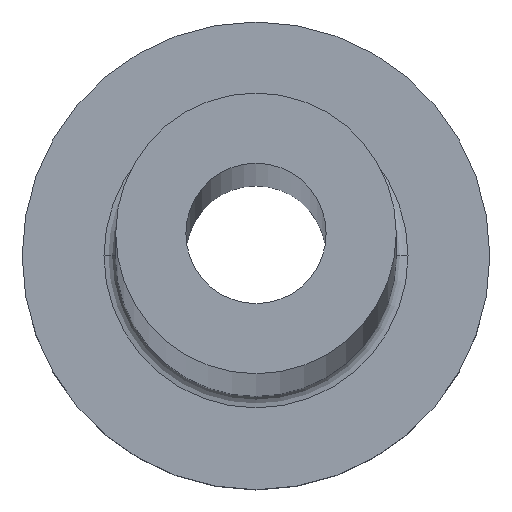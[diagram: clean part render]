
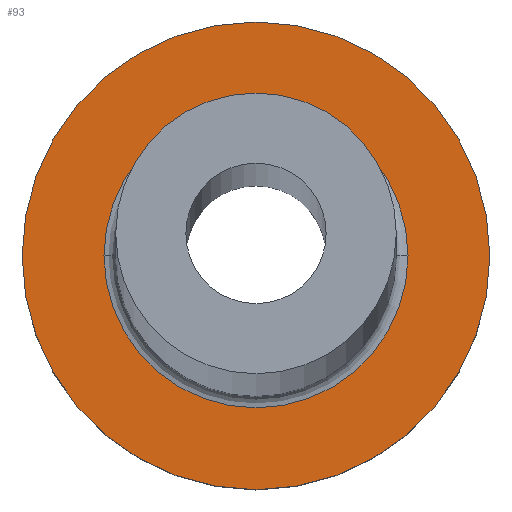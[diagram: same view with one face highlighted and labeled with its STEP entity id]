
A CAD part, top view. The second image highlights one B-rep face of the part: STEP entity #93.
In plain terms, the highlighted planar face has unit normal (0, 0, 1).
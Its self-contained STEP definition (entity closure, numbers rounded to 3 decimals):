
#40 = DIRECTION ( 'NONE',  ( 1., 0., 0. ) ) ;
#51 = CARTESIAN_POINT ( 'NONE',  ( 0., 0., 7. ) ) ;
#57 = EDGE_CURVE ( 'NONE', #303, #156, #266, .T. ) ;
#63 = AXIS2_PLACEMENT_3D ( 'NONE', #314, #252, #199 ) ;
#76 = CARTESIAN_POINT ( 'NONE',  ( 0., 0., 7. ) ) ;
#79 = CIRCLE ( 'NONE', #325, 6.5 ) ;
#93 = ADVANCED_FACE ( 'NONE', ( #295, #152 ), #270, .T. ) ;
#106 = EDGE_CURVE ( 'NONE', #143, #218, #158, .T. ) ;
#114 = ORIENTED_EDGE ( 'NONE', *, *, #57, .T. ) ;
#129 = ORIENTED_EDGE ( 'NONE', *, *, #106, .T. ) ;
#143 = VERTEX_POINT ( 'NONE', #281 ) ;
#152 = FACE_OUTER_BOUND ( 'NONE', #368, .T. ) ;
#156 = VERTEX_POINT ( 'NONE', #257 ) ;
#158 = CIRCLE ( 'NONE', #63, 6.5 ) ;
#170 = AXIS2_PLACEMENT_3D ( 'NONE', #195, #318, #379 ) ;
#188 = DIRECTION ( 'NONE',  ( 0., 0., 1. ) ) ;
#189 = ORIENTED_EDGE ( 'NONE', *, *, #315, .T. ) ;
#195 = CARTESIAN_POINT ( 'NONE',  ( 0., 0., 7. ) ) ;
#199 = DIRECTION ( 'NONE',  ( 1., 0., 0. ) ) ;
#206 = CARTESIAN_POINT ( 'NONE',  ( 0., 0., 7. ) ) ;
#209 = EDGE_CURVE ( 'NONE', #156, #303, #347, .T. ) ;
#218 = VERTEX_POINT ( 'NONE', #353 ) ;
#232 = DIRECTION ( 'NONE',  ( 0., 0., 1. ) ) ;
#239 = DIRECTION ( 'NONE',  ( 0., 0., -1. ) ) ;
#245 = AXIS2_PLACEMENT_3D ( 'NONE', #51, #232, #381 ) ;
#252 = DIRECTION ( 'NONE',  ( 0., 0., -1. ) ) ;
#257 = CARTESIAN_POINT ( 'NONE',  ( -10., 0., 7. ) ) ;
#258 = EDGE_LOOP ( 'NONE', ( #189, #129 ) ) ;
#266 = CIRCLE ( 'NONE', #370, 10. ) ;
#270 = PLANE ( 'NONE',  #245 ) ;
#281 = CARTESIAN_POINT ( 'NONE',  ( -6.5, 0., 7. ) ) ;
#295 = FACE_BOUND ( 'NONE', #258, .T. ) ;
#303 = VERTEX_POINT ( 'NONE', #343 ) ;
#306 = DIRECTION ( 'NONE',  ( 1., 0., 0. ) ) ;
#314 = CARTESIAN_POINT ( 'NONE',  ( 0., 0., 7. ) ) ;
#315 = EDGE_CURVE ( 'NONE', #218, #143, #79, .T. ) ;
#316 = ORIENTED_EDGE ( 'NONE', *, *, #209, .T. ) ;
#318 = DIRECTION ( 'NONE',  ( 0., 0., 1. ) ) ;
#325 = AXIS2_PLACEMENT_3D ( 'NONE', #206, #239, #40 ) ;
#343 = CARTESIAN_POINT ( 'NONE',  ( 10., 0., 7. ) ) ;
#347 = CIRCLE ( 'NONE', #170, 10. ) ;
#353 = CARTESIAN_POINT ( 'NONE',  ( 6.5, 0., 7. ) ) ;
#368 = EDGE_LOOP ( 'NONE', ( #316, #114 ) ) ;
#370 = AXIS2_PLACEMENT_3D ( 'NONE', #76, #188, #306 ) ;
#379 = DIRECTION ( 'NONE',  ( 1., 0., 0. ) ) ;
#381 = DIRECTION ( 'NONE',  ( 1., 0., 0. ) ) ;
